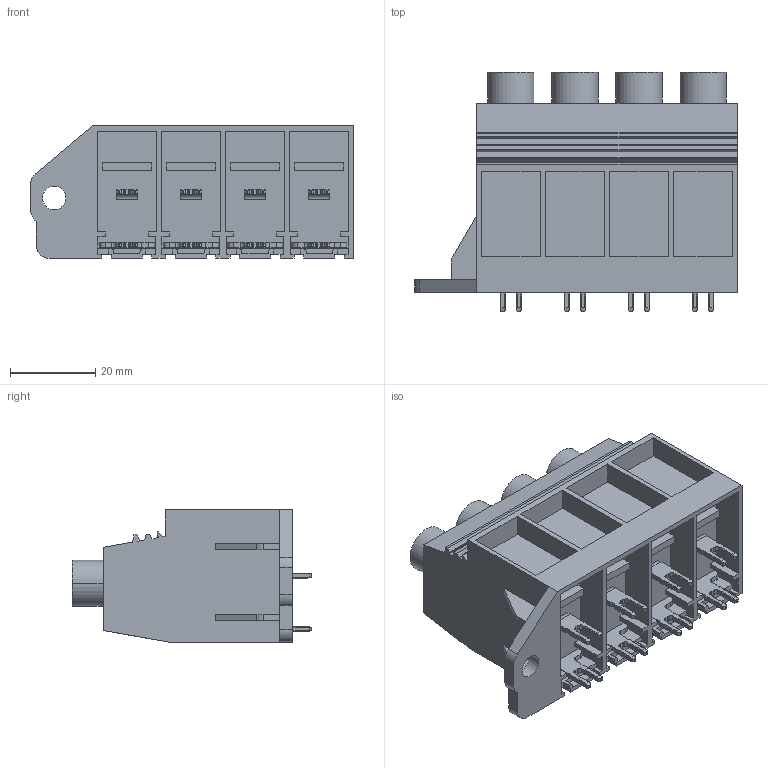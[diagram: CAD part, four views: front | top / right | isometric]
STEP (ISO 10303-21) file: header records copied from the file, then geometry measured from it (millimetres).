
FILE_DESCRIPTION(('CATIA V5 STEP Exchange','CAx-IF Rec.Pracs.--- Model Styling and Organization---1.2---2011-12-15'),'2;1');
FILE_NAME ('D1447684_0_1047470000_1047470000.stp','2016-10-04T11:06:11+00:00',('none'),('Weidmueller'),'CATIA Version 5-6 Release 2014','CATIA V5 STEP AP214','none');
FILE_SCHEMA(('AUTOMOTIVE_DESIGN { 1 0 10303 214 1 1 1 1 }'));
Length unit declared in the file: millimetre
Products named in the file (1): 1047470000_S
Bounding box: 75.5 x 56 x 31 mm (x, y, z)
Volume: 60717.7 mm3; surface area: 21783 mm2
Topology: 13 solids, 13 shells, 760 faces, 2139 edges, 1421 vertices
Faces by surface type: plane 523, cylinder 235, extrusion 2
Entity records: 23046 total; most frequent: CARTESIAN_POINT 5090, ORIENTED_EDGE 4278, DIRECTION 2793, EDGE_CURVE 2139, VECTOR 1581, LINE 1579, VERTEX_POINT 1421, AXIS2_PLACEMENT_3D 782
